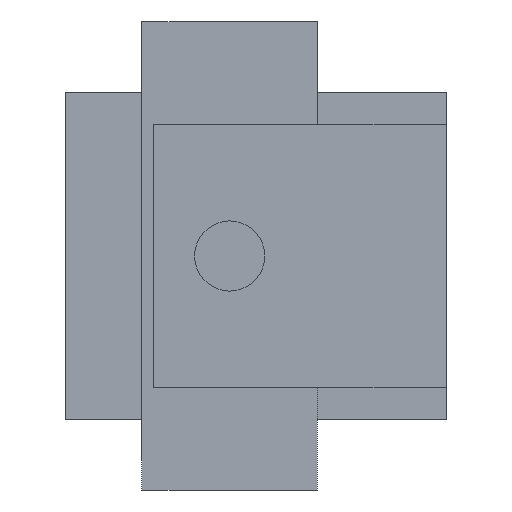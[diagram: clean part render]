
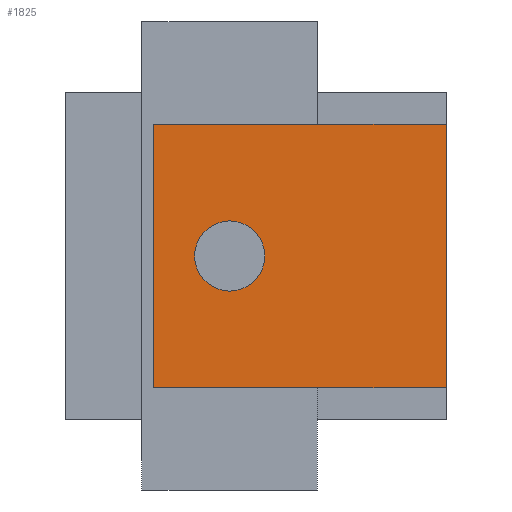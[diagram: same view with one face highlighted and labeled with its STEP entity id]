
A CAD part, left-side view. The second image highlights one B-rep face of the part: STEP entity #1825.
In plain terms, the highlighted planar face has unit normal (-1, 0, 0).
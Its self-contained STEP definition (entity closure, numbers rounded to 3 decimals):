
#42=FACE_BOUND('',#304,.T.);
#77=PLANE('',#2002);
#181=FACE_OUTER_BOUND('',#303,.T.);
#303=EDGE_LOOP('',(#1460,#1461,#1462,#1463));
#304=EDGE_LOOP('',(#1464));
#439=LINE('',#2853,#631);
#442=LINE('',#2859,#634);
#443=LINE('',#2861,#635);
#444=LINE('',#2862,#636);
#631=VECTOR('',#2339,10.);
#634=VECTOR('',#2344,10.);
#635=VECTOR('',#2345,10.);
#636=VECTOR('',#2346,10.);
#802=CIRCLE('',#2003,6.);
#890=VERTEX_POINT('',#2849);
#892=VERTEX_POINT('',#2852);
#894=VERTEX_POINT('',#2858);
#895=VERTEX_POINT('',#2860);
#896=VERTEX_POINT('',#2863);
#1095=EDGE_CURVE('',#892,#890,#439,.F.);
#1098=EDGE_CURVE('',#890,#894,#442,.F.);
#1099=EDGE_CURVE('',#894,#895,#443,.F.);
#1100=EDGE_CURVE('',#895,#892,#444,.F.);
#1101=EDGE_CURVE('',#896,#896,#802,.F.);
#1460=ORIENTED_EDGE('',*,*,#1095,.T.);
#1461=ORIENTED_EDGE('',*,*,#1098,.T.);
#1462=ORIENTED_EDGE('',*,*,#1099,.T.);
#1463=ORIENTED_EDGE('',*,*,#1100,.T.);
#1464=ORIENTED_EDGE('',*,*,#1101,.T.);
#1825=ADVANCED_FACE('',(#181,#42),#77,.T.);
#2002=AXIS2_PLACEMENT_3D('',#2857,#2342,#2343);
#2003=AXIS2_PLACEMENT_3D('',#2864,#2347,#2348);
#2339=DIRECTION('',(0.,0.,1.));
#2342=DIRECTION('center_axis',(-1.,0.,0.));
#2343=DIRECTION('ref_axis',(0.,0.,1.));
#2344=DIRECTION('',(0.,1.,0.));
#2345=DIRECTION('',(0.,0.,-1.));
#2346=DIRECTION('',(0.,-1.,0.));
#2347=DIRECTION('center_axis',(-1.,0.,0.));
#2348=DIRECTION('ref_axis',(0.,0.,1.));
#2849=CARTESIAN_POINT('',(-16.,50.,-42.5));
#2852=CARTESIAN_POINT('',(-16.,50.,2.5));
#2853=CARTESIAN_POINT('',(-16.,50.,-30.));
#2857=CARTESIAN_POINT('Origin',(-16.,0.,-40.));
#2858=CARTESIAN_POINT('',(-16.,0.,-42.5));
#2859=CARTESIAN_POINT('',(-16.,0.,-42.5));
#2860=CARTESIAN_POINT('',(-16.,0.,2.5));
#2861=CARTESIAN_POINT('',(-16.,0.,-30.));
#2862=CARTESIAN_POINT('',(-16.,0.,2.5));
#2863=CARTESIAN_POINT('',(-16.,37.,-26.));
#2864=CARTESIAN_POINT('Origin',(-16.,37.,-20.));
